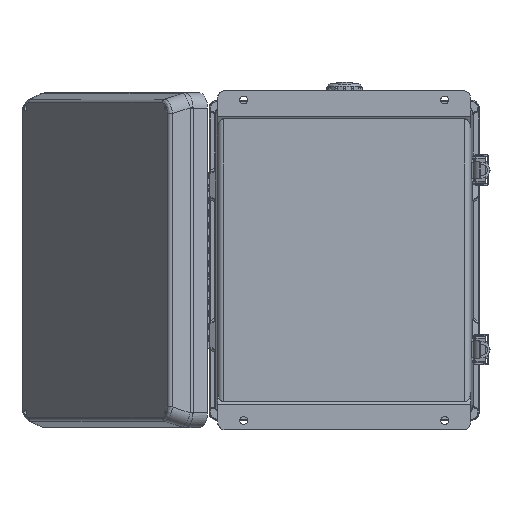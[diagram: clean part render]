
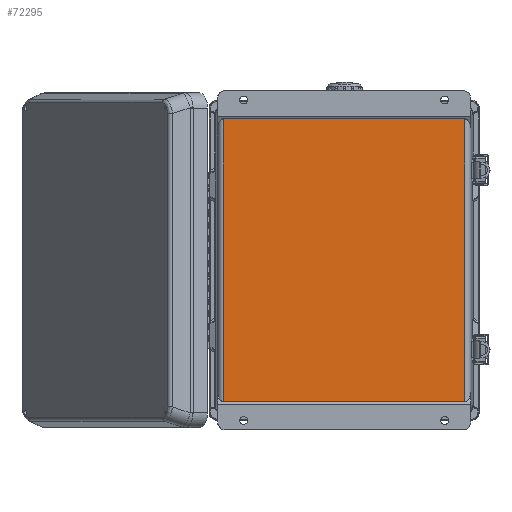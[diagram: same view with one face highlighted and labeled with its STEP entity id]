
A CAD part, front view. The second image highlights one B-rep face of the part: STEP entity #72295.
In plain terms, the highlighted planar face has unit normal (0, -1, 0).
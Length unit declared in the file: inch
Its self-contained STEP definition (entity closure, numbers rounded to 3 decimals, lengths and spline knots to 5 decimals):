
#7002 = CARTESIAN_POINT ( 'NONE',  ( 4.80523, 0.05906, -12.37803 ) ) ;
#9919 = DIRECTION ( 'NONE',  ( 0., 0., 1. ) ) ;
#13245 = VECTOR ( 'NONE', #42891, 39.37008 ) ;
#16397 = CARTESIAN_POINT ( 'NONE',  ( 5.11811, 0.05906, -1.12591 ) ) ;
#16553 = CARTESIAN_POINT ( 'NONE',  ( -4.80523, 0.05906, -1.12591 ) ) ;
#19730 = DIRECTION ( 'NONE',  ( 0., 1., 0. ) ) ;
#22960 = EDGE_CURVE ( 'NONE', #23748, #24781, #37978, .T. ) ;
#23748 = VERTEX_POINT ( 'NONE', #79005 ) ;
#24781 = VERTEX_POINT ( 'NONE', #25525 ) ;
#25525 = CARTESIAN_POINT ( 'NONE',  ( -4.80523, 0.05906, -1.12591 ) ) ;
#28581 = LINE ( 'NONE', #82148, #13245 ) ;
#28636 = LINE ( 'NONE', #44524, #61408 ) ;
#32878 = AXIS2_PLACEMENT_3D ( 'NONE', #52428, #19730, #65530 ) ;
#33855 = EDGE_CURVE ( 'NONE', #81671, #72834, #28636, .T. ) ;
#34379 = ORIENTED_EDGE ( 'NONE', *, *, #22960, .F. ) ;
#37978 = LINE ( 'NONE', #16553, #72819 ) ;
#42891 = DIRECTION ( 'NONE',  ( -1., 0., 0. ) ) ;
#44524 = CARTESIAN_POINT ( 'NONE',  ( 4.80523, 0.05906, -1.12591 ) ) ;
#45173 = EDGE_CURVE ( 'NONE', #81671, #23748, #28581, .T. ) ;
#50037 = LINE ( 'NONE', #16397, #65330 ) ;
#52428 = CARTESIAN_POINT ( 'NONE',  ( 5.11811, 0.05906, -1.12591 ) ) ;
#61408 = VECTOR ( 'NONE', #83814, 39.37008 ) ;
#62421 = EDGE_CURVE ( 'NONE', #72834, #24781, #50037, .T. ) ;
#62599 = EDGE_LOOP ( 'NONE', ( #34379, #85054, #81268, #74485 ) ) ;
#65043 = FACE_OUTER_BOUND ( 'NONE', #62599, .T. ) ;
#65330 = VECTOR ( 'NONE', #81995, 39.37008 ) ;
#65530 = DIRECTION ( 'NONE',  ( 0., 0., 1. ) ) ;
#72295 = ADVANCED_FACE ( 'NONE', ( #65043 ), #85080, .F. ) ;
#72819 = VECTOR ( 'NONE', #9919, 39.37008 ) ;
#72834 = VERTEX_POINT ( 'NONE', #73157 ) ;
#73157 = CARTESIAN_POINT ( 'NONE',  ( 4.80523, 0.05906, -1.12591 ) ) ;
#74485 = ORIENTED_EDGE ( 'NONE', *, *, #62421, .T. ) ;
#79005 = CARTESIAN_POINT ( 'NONE',  ( -4.80523, 0.05906, -12.37803 ) ) ;
#81268 = ORIENTED_EDGE ( 'NONE', *, *, #33855, .T. ) ;
#81671 = VERTEX_POINT ( 'NONE', #7002 ) ;
#81995 = DIRECTION ( 'NONE',  ( -1., 0., 0. ) ) ;
#82148 = CARTESIAN_POINT ( 'NONE',  ( 5.11811, 0.05906, -12.37803 ) ) ;
#83814 = DIRECTION ( 'NONE',  ( 0., 0., 1. ) ) ;
#85054 = ORIENTED_EDGE ( 'NONE', *, *, #45173, .F. ) ;
#85080 = PLANE ( 'NONE',  #32878 ) ;
